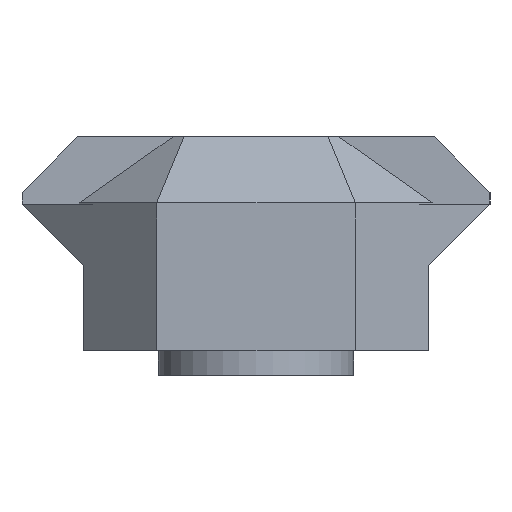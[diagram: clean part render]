
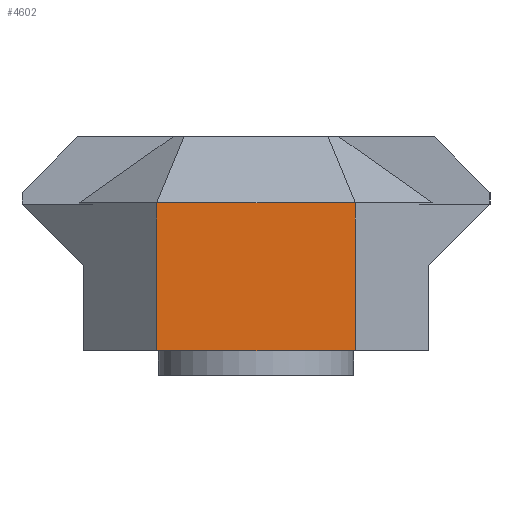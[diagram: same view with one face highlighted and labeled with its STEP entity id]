
A CAD part, left-side view. The second image highlights one B-rep face of the part: STEP entity #4602.
In plain terms, the highlighted planar face has unit normal (-1, 0, 0).
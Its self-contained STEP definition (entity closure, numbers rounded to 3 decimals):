
#445 = VERTEX_POINT('',#446);
#446 = CARTESIAN_POINT('',(1.25,-4.5,-3.873));
#486 = VERTEX_POINT('',#487);
#487 = CARTESIAN_POINT('',(1.25,4.5,-3.873));
#493 = EDGE_CURVE('',#486,#445,#494,.T.);
#494 = LINE('',#495,#496);
#495 = CARTESIAN_POINT('',(1.25,0.,-3.873));
#496 = VECTOR('',#497,1.);
#497 = DIRECTION('',(0.,-1.,0.));
#959 = VERTEX_POINT('',#960);
#960 = CARTESIAN_POINT('',(1.25,-4.5,2.83));
#966 = EDGE_CURVE('',#959,#445,#967,.T.);
#967 = LINE('',#968,#969);
#968 = CARTESIAN_POINT('',(1.25,-4.5,5.83));
#969 = VECTOR('',#970,1.);
#970 = DIRECTION('',(0.,0.,-1.));
#1792 = VERTEX_POINT('',#1793);
#1793 = CARTESIAN_POINT('',(1.25,4.5,2.83));
#1799 = EDGE_CURVE('',#1792,#486,#1800,.T.);
#1800 = LINE('',#1801,#1802);
#1801 = CARTESIAN_POINT('',(1.25,4.5,5.83));
#1802 = VECTOR('',#1803,1.);
#1803 = DIRECTION('',(0.,0.,-1.));
#4602 = ADVANCED_FACE('',(#4603),#4614,.T.);
#4603 = FACE_BOUND('',#4604,.T.);
#4604 = EDGE_LOOP('',(#4605,#4606,#4612,#4613));
#4605 = ORIENTED_EDGE('',*,*,#966,.F.);
#4606 = ORIENTED_EDGE('',*,*,#4607,.T.);
#4607 = EDGE_CURVE('',#959,#1792,#4608,.T.);
#4608 = LINE('',#4609,#4610);
#4609 = CARTESIAN_POINT('',(1.25,-4.5,2.83));
#4610 = VECTOR('',#4611,1.);
#4611 = DIRECTION('',(0.,1.,0.));
#4612 = ORIENTED_EDGE('',*,*,#1799,.T.);
#4613 = ORIENTED_EDGE('',*,*,#493,.T.);
#4614 = PLANE('',#4615);
#4615 = AXIS2_PLACEMENT_3D('',#4616,#4617,#4618);
#4616 = CARTESIAN_POINT('',(1.25,0.,-0.522));
#4617 = DIRECTION('',(-1.,0.,0.));
#4618 = DIRECTION('',(0.,0.,-1.));
